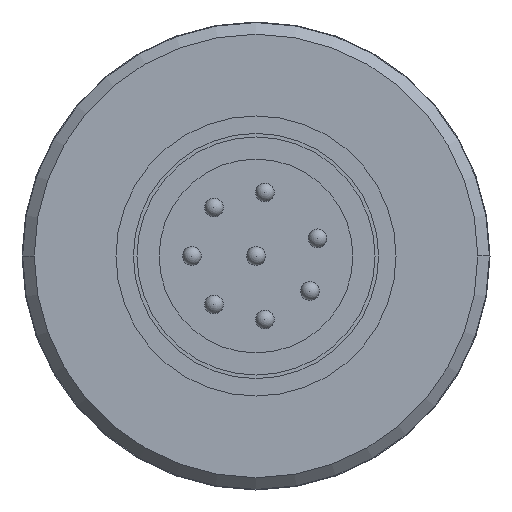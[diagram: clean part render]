
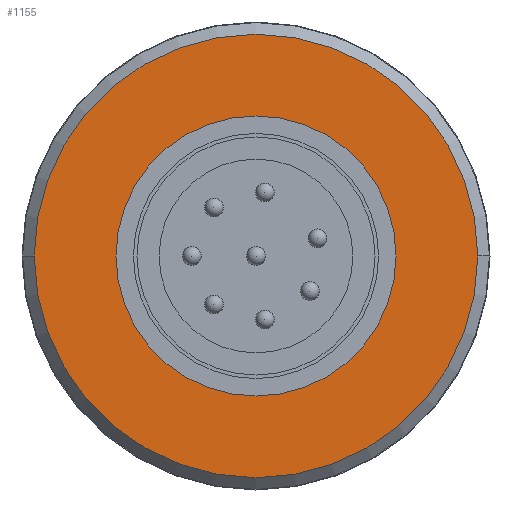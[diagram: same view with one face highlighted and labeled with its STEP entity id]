
A CAD part, front view. The second image highlights one B-rep face of the part: STEP entity #1155.
In plain terms, the highlighted planar face has unit normal (0, -1, 0).
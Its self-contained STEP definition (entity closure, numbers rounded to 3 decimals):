
#14 = DIRECTION ( 'NONE',  ( -1., 0., 0. ) ) ;
#55 = EDGE_LOOP ( 'NONE', ( #2344, #1970 ) ) ;
#240 = EDGE_CURVE ( 'NONE', #2130, #2075, #1654, .T. ) ;
#378 = AXIS2_PLACEMENT_3D ( 'NONE', #1625, #1616, #1585 ) ;
#539 = CARTESIAN_POINT ( 'NONE',  ( 0., 1.2, 0. ) ) ;
#548 = PLANE ( 'NONE',  #1023 ) ;
#556 = DIRECTION ( 'NONE',  ( 0., -1., 0. ) ) ;
#582 = AXIS2_PLACEMENT_3D ( 'NONE', #1771, #556, #1987 ) ;
#678 = CARTESIAN_POINT ( 'NONE',  ( -5., 1.2, 0. ) ) ;
#708 = CIRCLE ( 'NONE', #582, 9.5 ) ;
#750 = DIRECTION ( 'NONE',  ( -1., 0., 0. ) ) ;
#848 = VERTEX_POINT ( 'NONE', #2460 ) ;
#1023 = AXIS2_PLACEMENT_3D ( 'NONE', #1979, #1170, #2596 ) ;
#1155 = ADVANCED_FACE ( 'NONE', ( #1323, #2401 ), #548, .T. ) ;
#1170 = DIRECTION ( 'NONE',  ( 0., -1., 0. ) ) ;
#1290 = DIRECTION ( 'NONE',  ( 0., -1., 0. ) ) ;
#1323 = FACE_OUTER_BOUND ( 'NONE', #55, .T. ) ;
#1392 = ORIENTED_EDGE ( 'NONE', *, *, #2289, .F. ) ;
#1406 = VERTEX_POINT ( 'NONE', #1478 ) ;
#1478 = CARTESIAN_POINT ( 'NONE',  ( -9.5, 1.2, 0. ) ) ;
#1585 = DIRECTION ( 'NONE',  ( -1., 0., 0. ) ) ;
#1616 = DIRECTION ( 'NONE',  ( 0., -1., 0. ) ) ;
#1625 = CARTESIAN_POINT ( 'NONE',  ( 0., 1.2, 0. ) ) ;
#1654 = CIRCLE ( 'NONE', #378, 5. ) ;
#1771 = CARTESIAN_POINT ( 'NONE',  ( 0., 1.2, 0. ) ) ;
#1954 = AXIS2_PLACEMENT_3D ( 'NONE', #2504, #1290, #14 ) ;
#1970 = ORIENTED_EDGE ( 'NONE', *, *, #2052, .T. ) ;
#1971 = DIRECTION ( 'NONE',  ( 0., -1., 0. ) ) ;
#1979 = CARTESIAN_POINT ( 'NONE',  ( 0., 1.2, 9.65 ) ) ;
#1987 = DIRECTION ( 'NONE',  ( -1., 0., 0. ) ) ;
#1989 = CIRCLE ( 'NONE', #2181, 5. ) ;
#2052 = EDGE_CURVE ( 'NONE', #848, #1406, #2395, .T. ) ;
#2075 = VERTEX_POINT ( 'NONE', #678 ) ;
#2130 = VERTEX_POINT ( 'NONE', #2312 ) ;
#2181 = AXIS2_PLACEMENT_3D ( 'NONE', #539, #1971, #750 ) ;
#2289 = EDGE_CURVE ( 'NONE', #2075, #2130, #1989, .T. ) ;
#2312 = CARTESIAN_POINT ( 'NONE',  ( 5., 1.2, 0. ) ) ;
#2344 = ORIENTED_EDGE ( 'NONE', *, *, #2548, .T. ) ;
#2395 = CIRCLE ( 'NONE', #1954, 9.5 ) ;
#2401 = FACE_BOUND ( 'NONE', #2691, .T. ) ;
#2455 = ORIENTED_EDGE ( 'NONE', *, *, #240, .F. ) ;
#2460 = CARTESIAN_POINT ( 'NONE',  ( 9.5, 1.2, 0. ) ) ;
#2504 = CARTESIAN_POINT ( 'NONE',  ( 0., 1.2, 0. ) ) ;
#2548 = EDGE_CURVE ( 'NONE', #1406, #848, #708, .T. ) ;
#2596 = DIRECTION ( 'NONE',  ( 0., 0., -1. ) ) ;
#2691 = EDGE_LOOP ( 'NONE', ( #1392, #2455 ) ) ;
